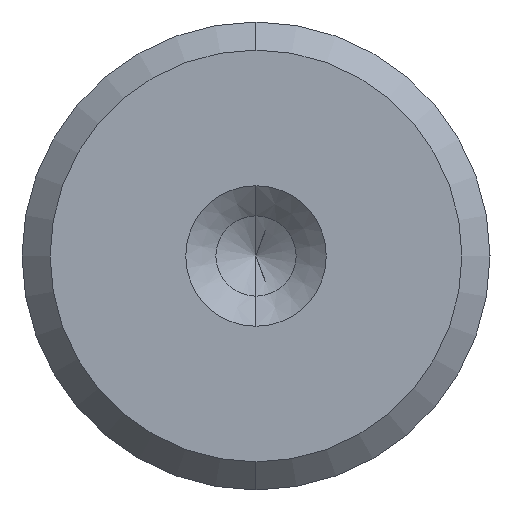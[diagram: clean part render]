
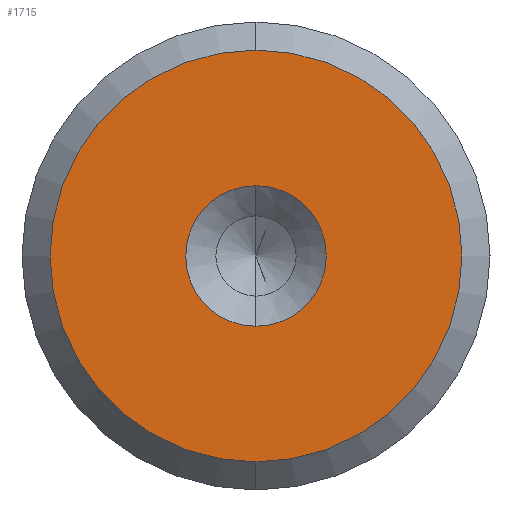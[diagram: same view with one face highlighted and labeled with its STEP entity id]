
A CAD part, left-side view. The second image highlights one B-rep face of the part: STEP entity #1715.
In plain terms, the highlighted planar face has unit normal (-1, 0, 0).
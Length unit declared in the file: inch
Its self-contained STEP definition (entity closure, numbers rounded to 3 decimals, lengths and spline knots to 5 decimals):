
#50 = ORIENTED_EDGE ( 'NONE', *, *, #2377, .T. ) ;
#59 = CARTESIAN_POINT ( 'NONE',  ( 0., 0., 0.1125 ) ) ;
#177 = ORIENTED_EDGE ( 'NONE', *, *, #1482, .F. ) ;
#251 = DIRECTION ( 'NONE',  ( 0., 0., 1. ) ) ;
#256 = FACE_OUTER_BOUND ( 'NONE', #1176, .T. ) ;
#332 = CARTESIAN_POINT ( 'NONE',  ( 0., 0., -0.1125 ) ) ;
#460 = DIRECTION ( 'NONE',  ( 0., 0., -1. ) ) ;
#507 = CARTESIAN_POINT ( 'NONE',  ( 0., 0., 0.32985 ) ) ;
#568 = DIRECTION ( 'NONE',  ( 0., 0., -1. ) ) ;
#597 = DIRECTION ( 'NONE',  ( -1., 0., 0. ) ) ;
#614 = CIRCLE ( 'NONE', #1457, 0.32985 ) ;
#620 = CARTESIAN_POINT ( 'NONE',  ( 0., 0., 0. ) ) ;
#676 = DIRECTION ( 'NONE',  ( 1., 0., 0. ) ) ;
#772 = EDGE_CURVE ( 'NONE', #1678, #1749, #912, .T. ) ;
#838 = DIRECTION ( 'NONE',  ( 0., 0., 1. ) ) ;
#882 = DIRECTION ( 'NONE',  ( 0., 0., -1. ) ) ;
#884 = ORIENTED_EDGE ( 'NONE', *, *, #1027, .F. ) ;
#912 = CIRCLE ( 'NONE', #1851, 0.32985 ) ;
#1007 = CIRCLE ( 'NONE', #1795, 0.1125 ) ;
#1020 = CARTESIAN_POINT ( 'NONE',  ( 0., 0., 0. ) ) ;
#1027 = EDGE_CURVE ( 'NONE', #2533, #1327, #2041, .T. ) ;
#1052 = AXIS2_PLACEMENT_3D ( 'NONE', #1120, #2257, #251 ) ;
#1120 = CARTESIAN_POINT ( 'NONE',  ( 0., 0., 0. ) ) ;
#1176 = EDGE_LOOP ( 'NONE', ( #50, #2367 ) ) ;
#1327 = VERTEX_POINT ( 'NONE', #332 ) ;
#1457 = AXIS2_PLACEMENT_3D ( 'NONE', #1497, #1998, #882 ) ;
#1482 = EDGE_CURVE ( 'NONE', #1327, #2533, #1007, .T. ) ;
#1497 = CARTESIAN_POINT ( 'NONE',  ( 0., 0., 0. ) ) ;
#1678 = VERTEX_POINT ( 'NONE', #507 ) ;
#1715 = ADVANCED_FACE ( 'NONE', ( #256, #2245 ), #2037, .F. ) ;
#1749 = VERTEX_POINT ( 'NONE', #1844 ) ;
#1795 = AXIS2_PLACEMENT_3D ( 'NONE', #620, #597, #838 ) ;
#1844 = CARTESIAN_POINT ( 'NONE',  ( 0., 0., -0.32985 ) ) ;
#1851 = AXIS2_PLACEMENT_3D ( 'NONE', #1020, #2818, #568 ) ;
#1998 = DIRECTION ( 'NONE',  ( -1., 0., 0. ) ) ;
#2037 = PLANE ( 'NONE',  #2093 ) ;
#2041 = CIRCLE ( 'NONE', #1052, 0.1125 ) ;
#2093 = AXIS2_PLACEMENT_3D ( 'NONE', #2687, #676, #460 ) ;
#2245 = FACE_BOUND ( 'NONE', #2588, .T. ) ;
#2257 = DIRECTION ( 'NONE',  ( -1., 0., 0. ) ) ;
#2367 = ORIENTED_EDGE ( 'NONE', *, *, #772, .T. ) ;
#2377 = EDGE_CURVE ( 'NONE', #1749, #1678, #614, .T. ) ;
#2533 = VERTEX_POINT ( 'NONE', #59 ) ;
#2588 = EDGE_LOOP ( 'NONE', ( #884, #177 ) ) ;
#2687 = CARTESIAN_POINT ( 'NONE',  ( 0., 0., 0. ) ) ;
#2818 = DIRECTION ( 'NONE',  ( -1., 0., 0. ) ) ;
